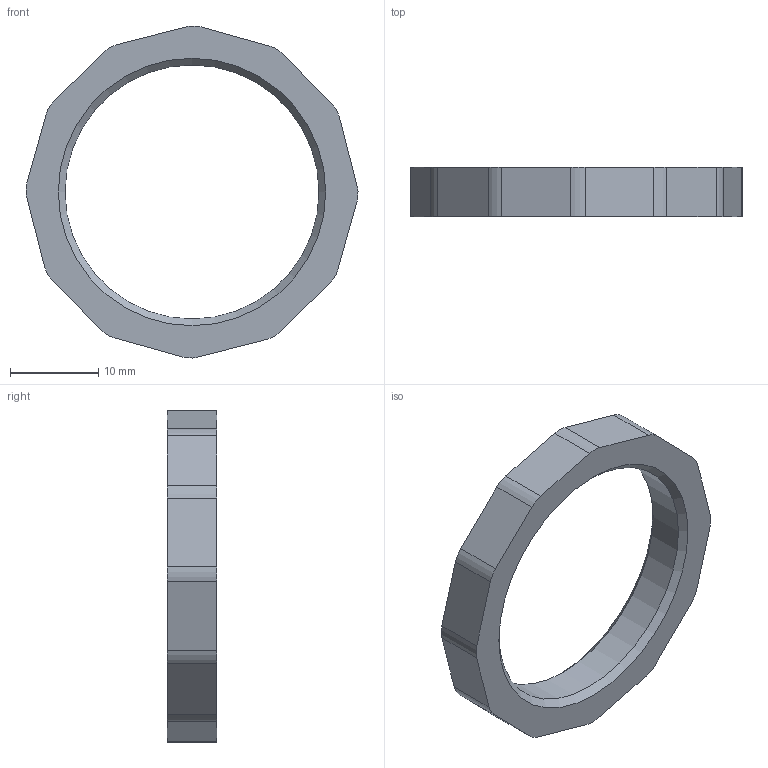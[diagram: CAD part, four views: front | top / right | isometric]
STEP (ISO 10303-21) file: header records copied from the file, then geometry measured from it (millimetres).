
FILE_DESCRIPTION(/* description */ (''),/* implementation_level */ '2;1');
FILE_NAME(/* name */ 'FN-8.stp',/* time_stamp */ '2015-08-19T12:39:00-04:00',/* author */ ('eanderson'),/* organization */ (''),/* preprocessor_version */ 'ST-DEVELOPER v15.2',/* originating_system */ 'Autodesk Inventor 2014',/* authorisation */ '');
FILE_SCHEMA (('AUTOMOTIVE_DESIGN { 1 0 10303 214 3 1 1 }'));
Length unit declared in the file: inch
Products named in the file (1): 739040
Bounding box: 37.62 x 5.59 x 37.62 mm (x, y, z)
Volume: 2317 mm3; surface area: 1929 mm2
Topology: 1 solids, 1 shells, 29 faces, 79 edges, 52 vertices
Faces by surface type: plane 14, cylinder 13, cone 2
Full cylindrical faces by diameter (mm): 28.778 x1
Entity records: 937 total; most frequent: DIRECTION 164, CARTESIAN_POINT 158, ORIENTED_EDGE 152, EDGE_CURVE 76, AXIS2_PLACEMENT_3D 58, VERTEX_POINT 52, LINE 48, VECTOR 48
